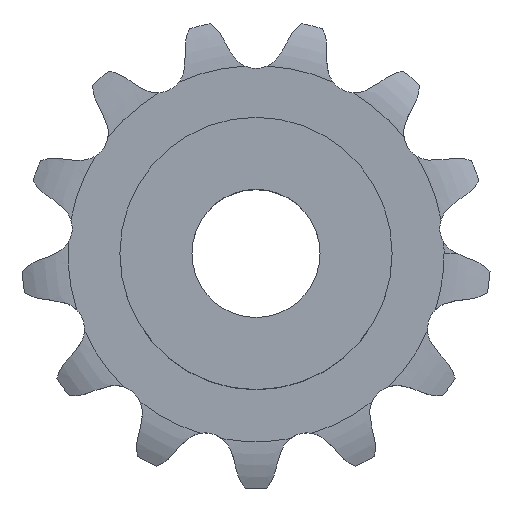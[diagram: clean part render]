
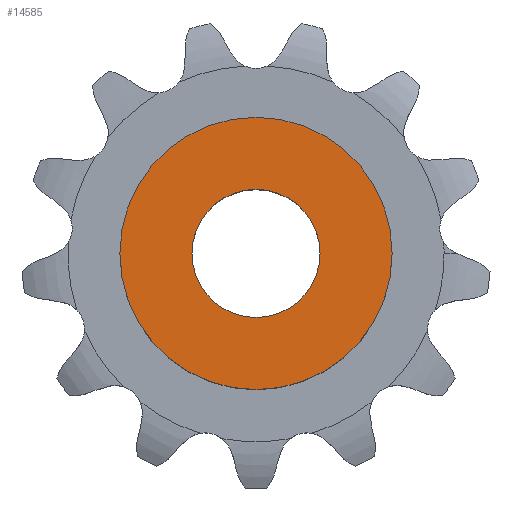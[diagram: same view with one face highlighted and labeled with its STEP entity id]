
A CAD part, top view. The second image highlights one B-rep face of the part: STEP entity #14585.
In plain terms, the highlighted planar face has unit normal (0, 0, 1).
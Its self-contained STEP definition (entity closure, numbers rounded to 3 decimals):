
#2247 = CYLINDRICAL_SURFACE('',#2248,8.5);
#2248 = AXIS2_PLACEMENT_3D('',#2249,#2250,#2251);
#2249 = CARTESIAN_POINT('',(0.,0.,0.));
#2250 = DIRECTION('',(-0.,-0.,-1.));
#2251 = DIRECTION('',(1.,0.,0.));
#9550 = VERTEX_POINT('',#9551);
#9551 = CARTESIAN_POINT('',(8.5,0.,13.));
#9572 = EDGE_CURVE('',#9550,#9550,#9573,.T.);
#9573 = SURFACE_CURVE('',#9574,(#9579,#9586),.PCURVE_S1.);
#9574 = CIRCLE('',#9575,8.5);
#9575 = AXIS2_PLACEMENT_3D('',#9576,#9577,#9578);
#9576 = CARTESIAN_POINT('',(0.,0.,13.));
#9577 = DIRECTION('',(0.,0.,1.));
#9578 = DIRECTION('',(1.,0.,0.));
#9579 = PCURVE('',#2247,#9580);
#9580 = DEFINITIONAL_REPRESENTATION('',(#9581),#9585);
#9581 = LINE('',#9582,#9583);
#9582 = CARTESIAN_POINT('',(-0.,-13.));
#9583 = VECTOR('',#9584,1.);
#9584 = DIRECTION('',(-1.,0.));
#9585 = ( GEOMETRIC_REPRESENTATION_CONTEXT(2) 
PARAMETRIC_REPRESENTATION_CONTEXT() REPRESENTATION_CONTEXT('2D SPACE',''
  ) );
#9586 = PCURVE('',#9587,#9592);
#9587 = PLANE('',#9588);
#9588 = AXIS2_PLACEMENT_3D('',#9589,#9590,#9591);
#9589 = CARTESIAN_POINT('',(0.,0.,13.)
  );
#9590 = DIRECTION('',(0.,0.,1.));
#9591 = DIRECTION('',(1.,0.,0.));
#9592 = DEFINITIONAL_REPRESENTATION('',(#9593),#9597);
#9593 = CIRCLE('',#9594,8.5);
#9594 = AXIS2_PLACEMENT_2D('',#9595,#9596);
#9595 = CARTESIAN_POINT('',(0.,0.));
#9596 = DIRECTION('',(1.,0.));
#9597 = ( GEOMETRIC_REPRESENTATION_CONTEXT(2) 
PARAMETRIC_REPRESENTATION_CONTEXT() REPRESENTATION_CONTEXT('2D SPACE',''
  ) );
#12544 = CYLINDRICAL_SURFACE('',#12545,4.);
#12545 = AXIS2_PLACEMENT_3D('',#12546,#12547,#12548);
#12546 = CARTESIAN_POINT('',(0.,0.,49.013));
#12547 = DIRECTION('',(0.,0.,1.));
#12548 = DIRECTION('',(1.,0.,0.));
#14585 = ADVANCED_FACE('',(#14586,#14589),#9587,.T.);
#14586 = FACE_BOUND('',#14587,.T.);
#14587 = EDGE_LOOP('',(#14588));
#14588 = ORIENTED_EDGE('',*,*,#9572,.T.);
#14589 = FACE_BOUND('',#14590,.T.);
#14590 = EDGE_LOOP('',(#14591));
#14591 = ORIENTED_EDGE('',*,*,#14592,.F.);
#14592 = EDGE_CURVE('',#14593,#14593,#14595,.T.);
#14593 = VERTEX_POINT('',#14594);
#14594 = CARTESIAN_POINT('',(4.,0.,13.));
#14595 = SURFACE_CURVE('',#14596,(#14601,#14608),.PCURVE_S1.);
#14596 = CIRCLE('',#14597,4.);
#14597 = AXIS2_PLACEMENT_3D('',#14598,#14599,#14600);
#14598 = CARTESIAN_POINT('',(0.,0.,13.));
#14599 = DIRECTION('',(0.,0.,1.));
#14600 = DIRECTION('',(1.,0.,0.));
#14601 = PCURVE('',#9587,#14602);
#14602 = DEFINITIONAL_REPRESENTATION('',(#14603),#14607);
#14603 = CIRCLE('',#14604,4.);
#14604 = AXIS2_PLACEMENT_2D('',#14605,#14606);
#14605 = CARTESIAN_POINT('',(0.,0.));
#14606 = DIRECTION('',(1.,0.));
#14607 = ( GEOMETRIC_REPRESENTATION_CONTEXT(2) 
PARAMETRIC_REPRESENTATION_CONTEXT() REPRESENTATION_CONTEXT('2D SPACE',''
  ) );
#14608 = PCURVE('',#12544,#14609);
#14609 = DEFINITIONAL_REPRESENTATION('',(#14610),#14614);
#14610 = LINE('',#14611,#14612);
#14611 = CARTESIAN_POINT('',(0.,-36.013));
#14612 = VECTOR('',#14613,1.);
#14613 = DIRECTION('',(1.,0.));
#14614 = ( GEOMETRIC_REPRESENTATION_CONTEXT(2) 
PARAMETRIC_REPRESENTATION_CONTEXT() REPRESENTATION_CONTEXT('2D SPACE',''
  ) );
